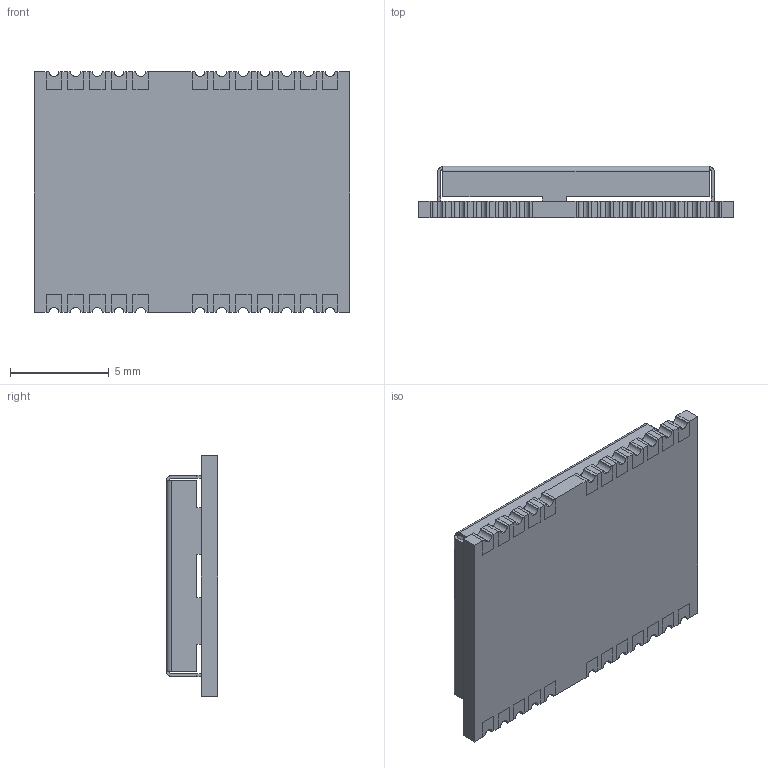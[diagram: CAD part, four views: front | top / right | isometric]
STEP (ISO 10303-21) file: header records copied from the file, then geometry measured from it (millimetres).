
FILE_DESCRIPTION (( 'STEP AP214' ), '1' );
FILE_NAME ('NEO-6M-GPS.STEP', '2020-03-18T03:34:41', ( '' ), ( '' ), 'SwSTEP 2.0', 'SolidWorks 2017', '' );
FILE_SCHEMA (( 'AUTOMOTIVE_DESIGN' ));
Length unit declared in the file: millimetre
Products named in the file (1): NEO-6M-GPS
Bounding box: 16 x 2.6 x 12.2 mm (x, y, z)
Volume: 190.3 mm3; surface area: 1222.7 mm2
Topology: 28 solids, 28 shells, 372 faces, 932 edges, 616 vertices
Faces by surface type: plane 324, cylinder 48
Entity records: 11225 total; most frequent: CARTESIAN_POINT 1921, ORIENTED_EDGE 1864, DIRECTION 1774, EDGE_CURVE 932, LINE 836, VECTOR 836, VERTEX_POINT 616, AXIS2_PLACEMENT_3D 469
